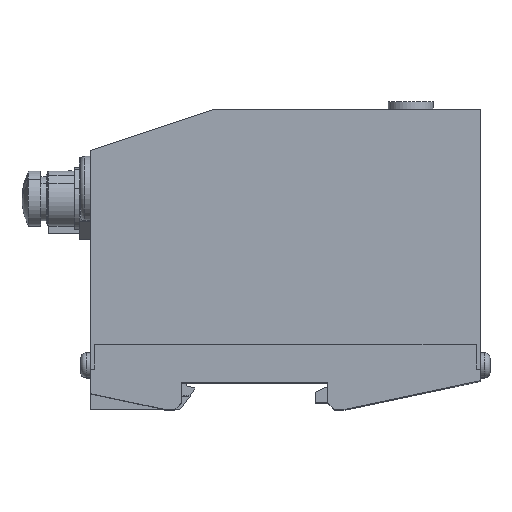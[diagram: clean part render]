
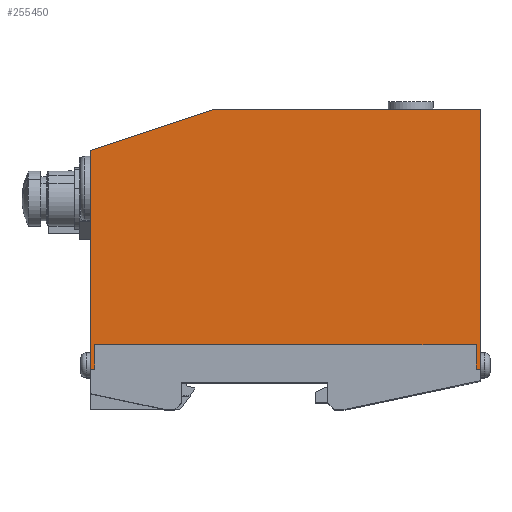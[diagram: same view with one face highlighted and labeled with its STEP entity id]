
A CAD part, top view. The second image highlights one B-rep face of the part: STEP entity #255450.
In plain terms, the highlighted planar face has unit normal (0, 0, 1).
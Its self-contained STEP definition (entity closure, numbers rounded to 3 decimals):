
#128350=CARTESIAN_POINT('',(-40.,0.,65.65));
#128360=DIRECTION('',(0.,1.,0.));
#128370=VECTOR('',#128360,1.);
#128380=LINE('',#128350,#128370);
#128390=CARTESIAN_POINT('',(-40.,9.7,
65.65));
#128400=VERTEX_POINT('',#128390);
#128410=CARTESIAN_POINT('',(-40.,63.,
65.65));
#128420=VERTEX_POINT('',#128410);
#128430=EDGE_CURVE('',#128400,#128420,#128380,.T.);
#142290=CARTESIAN_POINT('',(55.,0.,65.65));
#142300=DIRECTION('',(0.,-1.,0.));
#142310=VECTOR('',#142300,1.);
#142320=LINE('',#142290,#142310);
#142330=CARTESIAN_POINT('',(55.,73.,
65.65));
#142340=VERTEX_POINT('',#142330);
#142350=CARTESIAN_POINT('',(55.,9.7,
65.65));
#142360=VERTEX_POINT('',#142350);
#142370=EDGE_CURVE('',#142340,#142360,#142320,.T.);
#254840=CARTESIAN_POINT('',(26.452,7.734,
65.65));
#254850=DIRECTION('',(0.,0.,1.));
#254860=DIRECTION('',(1.,0.,0.));
#254870=AXIS2_PLACEMENT_3D('',#254840,#254850,#254860);
#254880=PLANE('',#254870);
#254890=CARTESIAN_POINT('',(0.,76.333,65.65));
#254900=DIRECTION('',(-0.949,-0.316,0.));
#254910=VECTOR('',#254900,1.);
#254920=LINE('',#254890,#254910);
#254930=CARTESIAN_POINT('',(-10.,73.,
65.65));
#254940=VERTEX_POINT('',#254930);
#254950=EDGE_CURVE('',#254940,#128420,#254920,.T.);
#254960=ORIENTED_EDGE('',*,*,#254950,.T.);
#254970=CARTESIAN_POINT('',(0.,73.,65.65));
#254980=DIRECTION('',(-1.,0.,0.));
#254990=VECTOR('',#254980,1.);
#255000=LINE('',#254970,#254990);
#255010=EDGE_CURVE('',#142340,#254940,#255000,.T.);
#255020=ORIENTED_EDGE('',*,*,#255010,.T.);
#255030=ORIENTED_EDGE('',*,*,#142370,.F.);
#255040=CARTESIAN_POINT('',(0.,9.7,65.65));
#255050=DIRECTION('',(-1.,0.,0.));
#255060=VECTOR('',#255050,1.);
#255070=LINE('',#255040,#255060);
#255080=CARTESIAN_POINT('',(54.,9.7,
65.65));
#255090=VERTEX_POINT('',#255080);
#255100=EDGE_CURVE('',#142360,#255090,#255070,.T.);
#255110=ORIENTED_EDGE('',*,*,#255100,.F.);
#255120=CARTESIAN_POINT('',(54.,0.,65.65));
#255130=DIRECTION('',(0.,1.,0.));
#255140=VECTOR('',#255130,1.);
#255150=LINE('',#255120,#255140);
#255160=CARTESIAN_POINT('',(54.,15.7,
65.65));
#255170=VERTEX_POINT('',#255160);
#255180=EDGE_CURVE('',#255090,#255170,#255150,.T.);
#255190=ORIENTED_EDGE('',*,*,#255180,.F.);
#255200=CARTESIAN_POINT('',(0.,15.7,65.65));
#255210=DIRECTION('',(-1.,0.,0.));
#255220=VECTOR('',#255210,1.);
#255230=LINE('',#255200,#255220);
#255240=CARTESIAN_POINT('',(-39.,15.7,
65.65));
#255250=VERTEX_POINT('',#255240);
#255260=EDGE_CURVE('',#255170,#255250,#255230,.T.);
#255270=ORIENTED_EDGE('',*,*,#255260,.F.);
#255280=CARTESIAN_POINT('',(-39.,0.,65.65));
#255290=DIRECTION('',(0.,-1.,0.));
#255300=VECTOR('',#255290,1.);
#255310=LINE('',#255280,#255300);
#255320=CARTESIAN_POINT('',(-39.,9.7,
65.65));
#255330=VERTEX_POINT('',#255320);
#255340=EDGE_CURVE('',#255250,#255330,#255310,.T.);
#255350=ORIENTED_EDGE('',*,*,#255340,.F.);
#255360=CARTESIAN_POINT('',(0.,9.7,65.65));
#255370=DIRECTION('',(-1.,0.,0.));
#255380=VECTOR('',#255370,1.);
#255390=LINE('',#255360,#255380);
#255400=EDGE_CURVE('',#255330,#128400,#255390,.T.);
#255410=ORIENTED_EDGE('',*,*,#255400,.F.);
#255420=ORIENTED_EDGE('',*,*,#128430,.F.);
#255430=EDGE_LOOP('',(#255420,#255410,#255350,#255270,#255190,#255110,
#255030,#255020,#254960));
#255440=FACE_OUTER_BOUND('',#255430,.T.);
#255450=ADVANCED_FACE('',(#255440),#254880,.T.);
